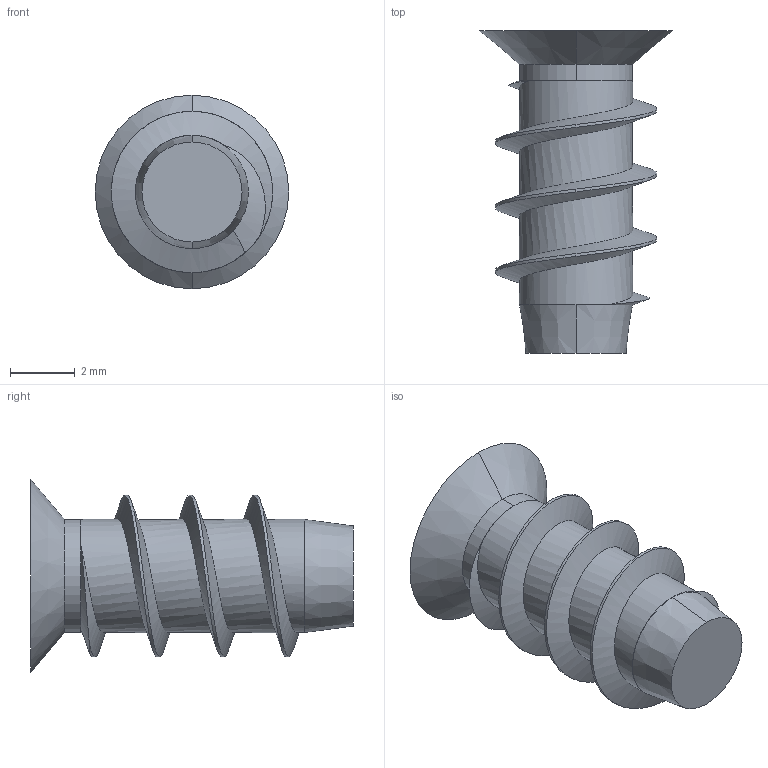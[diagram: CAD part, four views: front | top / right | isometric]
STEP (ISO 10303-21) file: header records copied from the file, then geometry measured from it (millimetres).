
FILE_DESCRIPTION (( 'STEP AP214' ), '1' );
FILE_NAME ('Fan screw.STEP', '2018-11-26T11:34:15', ( '' ), ( '' ), 'SwSTEP 2.0', 'SolidWorks 2016', '' );
FILE_SCHEMA (( 'AUTOMOTIVE_DESIGN' ));
Length unit declared in the file: millimetre
Products named in the file (1): Fan screw
Bounding box: 6 x 10 x 6 mm (x, y, z)
Volume: 107.5 mm3; surface area: 226.8 mm2
Topology: 1 solids, 1 shells, 34 faces, 87 edges, 56 vertices
Faces by surface type: plane 11, cone 10, cylinder 10, bspline 3
Entity records: 2510 total; most frequent: CARTESIAN_POINT 1359, ORIENTED_EDGE 174, DIRECTION 135, EDGE_CURVE 87, VERTEX_POINT 56, AXIS2_PLACEMENT_3D 52, UNCERTAINTY_MEASURE_WITH_UNIT 37, COLOUR_RGB 36
